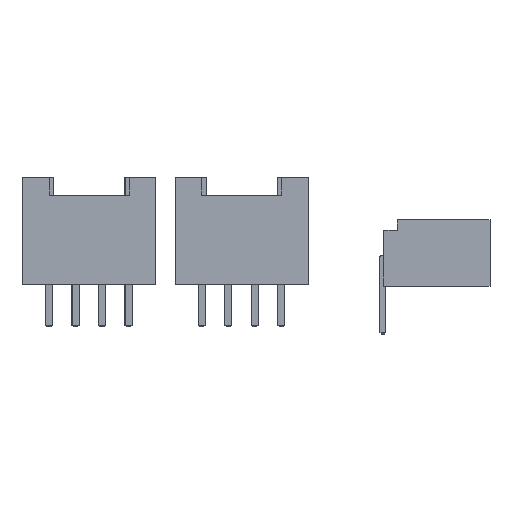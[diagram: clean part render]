
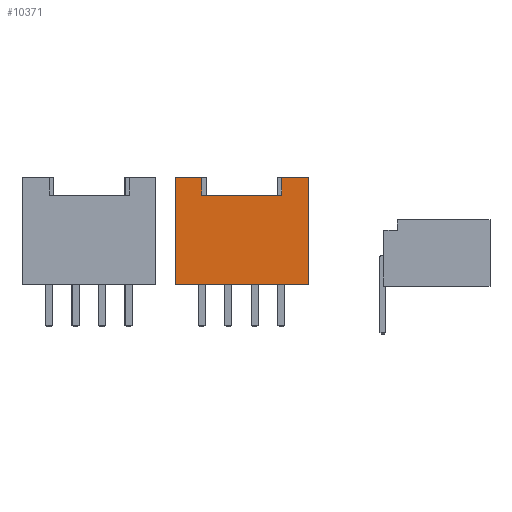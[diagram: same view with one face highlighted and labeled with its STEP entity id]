
A CAD part, left-side view. The second image highlights one B-rep face of the part: STEP entity #10371.
In plain terms, the highlighted face is planar.
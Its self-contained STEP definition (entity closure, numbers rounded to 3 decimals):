
#10371 = ADVANCED_FACE('',(#10372),#10386,.F.);
#10372 = FACE_BOUND('',#10373,.T.);
#10373 = EDGE_LOOP('',(#10374,#10409,#10437,#10465,#10493,#10521,#10549,
    #10577));
#10374 = ORIENTED_EDGE('',*,*,#10375,.F.);
#10375 = EDGE_CURVE('',#10376,#10378,#10380,.T.);
#10376 = VERTEX_POINT('',#10377);
#10377 = CARTESIAN_POINT('',(3.558,8.08,-2.89));
#10378 = VERTEX_POINT('',#10379);
#10379 = CARTESIAN_POINT('',(3.558,6.78,
    -2.89));
#10380 = SURFACE_CURVE('',#10381,(#10385,#10397),.PCURVE_S1.);
#10381 = LINE('',#10382,#10383);
#10382 = CARTESIAN_POINT('',(3.558,8.08,-2.89));
#10383 = VECTOR('',#10384,1.);
#10384 = DIRECTION('',(0.,-1.,-0.));
#10385 = PCURVE('',#10386,#10391);
#10386 = PLANE('',#10387);
#10387 = AXIS2_PLACEMENT_3D('',#10388,#10389,#10390);
#10388 = CARTESIAN_POINT('',(-4.492,8.08,-2.89));
#10389 = DIRECTION('',(0.,0.,1.));
#10390 = DIRECTION('',(1.,0.,-0.));
#10391 = DEFINITIONAL_REPRESENTATION('',(#10392),#10396);
#10392 = LINE('',#10393,#10394);
#10393 = CARTESIAN_POINT('',(8.05,0.));
#10394 = VECTOR('',#10395,1.);
#10395 = DIRECTION('',(0.,-1.));
#10396 = ( GEOMETRIC_REPRESENTATION_CONTEXT(2) 
PARAMETRIC_REPRESENTATION_CONTEXT() REPRESENTATION_CONTEXT('2D SPACE',''
  ) );
#10397 = PCURVE('',#10398,#10403);
#10398 = PLANE('',#10399);
#10399 = AXIS2_PLACEMENT_3D('',#10400,#10401,#10402);
#10400 = CARTESIAN_POINT('',(3.558,8.08,2.261));
#10401 = DIRECTION('',(1.,0.,0.));
#10402 = DIRECTION('',(0.,1.,0.));
#10403 = DEFINITIONAL_REPRESENTATION('',(#10404),#10408);
#10404 = LINE('',#10405,#10406);
#10405 = CARTESIAN_POINT('',(0.,-5.151));
#10406 = VECTOR('',#10407,1.);
#10407 = DIRECTION('',(-1.,0.));
#10408 = ( GEOMETRIC_REPRESENTATION_CONTEXT(2) 
PARAMETRIC_REPRESENTATION_CONTEXT() REPRESENTATION_CONTEXT('2D SPACE',''
  ) );
#10409 = ORIENTED_EDGE('',*,*,#10410,.F.);
#10410 = EDGE_CURVE('',#10411,#10376,#10413,.T.);
#10411 = VERTEX_POINT('',#10412);
#10412 = CARTESIAN_POINT('',(5.558,8.08,-2.89));
#10413 = SURFACE_CURVE('',#10414,(#10418,#10425),.PCURVE_S1.);
#10414 = LINE('',#10415,#10416);
#10415 = CARTESIAN_POINT('',(-4.492,8.08,-2.89));
#10416 = VECTOR('',#10417,1.);
#10417 = DIRECTION('',(-1.,-0.,0.));
#10418 = PCURVE('',#10386,#10419);
#10419 = DEFINITIONAL_REPRESENTATION('',(#10420),#10424);
#10420 = LINE('',#10421,#10422);
#10421 = CARTESIAN_POINT('',(0.,0.));
#10422 = VECTOR('',#10423,1.);
#10423 = DIRECTION('',(-1.,0.));
#10424 = ( GEOMETRIC_REPRESENTATION_CONTEXT(2) 
PARAMETRIC_REPRESENTATION_CONTEXT() REPRESENTATION_CONTEXT('2D SPACE',''
  ) );
#10425 = PCURVE('',#10426,#10431);
#10426 = PLANE('',#10427);
#10427 = AXIS2_PLACEMENT_3D('',#10428,#10429,#10430);
#10428 = CARTESIAN_POINT('',(0.,8.08,0.));
#10429 = DIRECTION('',(0.,1.,0.));
#10430 = DIRECTION('',(0.,-0.,1.));
#10431 = DEFINITIONAL_REPRESENTATION('',(#10432),#10436);
#10432 = LINE('',#10433,#10434);
#10433 = CARTESIAN_POINT('',(-2.89,-4.492));
#10434 = VECTOR('',#10435,1.);
#10435 = DIRECTION('',(0.,-1.));
#10436 = ( GEOMETRIC_REPRESENTATION_CONTEXT(2) 
PARAMETRIC_REPRESENTATION_CONTEXT() REPRESENTATION_CONTEXT('2D SPACE',''
  ) );
#10437 = ORIENTED_EDGE('',*,*,#10438,.F.);
#10438 = EDGE_CURVE('',#10439,#10411,#10441,.T.);
#10439 = VERTEX_POINT('',#10440);
#10440 = CARTESIAN_POINT('',(5.558,0.,-2.89));
#10441 = SURFACE_CURVE('',#10442,(#10446,#10453),.PCURVE_S1.);
#10442 = LINE('',#10443,#10444);
#10443 = CARTESIAN_POINT('',(5.558,8.08,-2.89));
#10444 = VECTOR('',#10445,1.);
#10445 = DIRECTION('',(-0.,1.,0.));
#10446 = PCURVE('',#10386,#10447);
#10447 = DEFINITIONAL_REPRESENTATION('',(#10448),#10452);
#10448 = LINE('',#10449,#10450);
#10449 = CARTESIAN_POINT('',(10.05,0.));
#10450 = VECTOR('',#10451,1.);
#10451 = DIRECTION('',(0.,1.));
#10452 = ( GEOMETRIC_REPRESENTATION_CONTEXT(2) 
PARAMETRIC_REPRESENTATION_CONTEXT() REPRESENTATION_CONTEXT('2D SPACE',''
  ) );
#10453 = PCURVE('',#10454,#10459);
#10454 = PLANE('',#10455);
#10455 = AXIS2_PLACEMENT_3D('',#10456,#10457,#10458);
#10456 = CARTESIAN_POINT('',(5.558,8.08,-2.89));
#10457 = DIRECTION('',(-1.,0.,0.));
#10458 = DIRECTION('',(0.,0.,1.));
#10459 = DEFINITIONAL_REPRESENTATION('',(#10460),#10464);
#10460 = LINE('',#10461,#10462);
#10461 = CARTESIAN_POINT('',(0.,0.));
#10462 = VECTOR('',#10463,1.);
#10463 = DIRECTION('',(0.,1.));
#10464 = ( GEOMETRIC_REPRESENTATION_CONTEXT(2) 
PARAMETRIC_REPRESENTATION_CONTEXT() REPRESENTATION_CONTEXT('2D SPACE',''
  ) );
#10465 = ORIENTED_EDGE('',*,*,#10466,.F.);
#10466 = EDGE_CURVE('',#10467,#10439,#10469,.T.);
#10467 = VERTEX_POINT('',#10468);
#10468 = CARTESIAN_POINT('',(-4.492,0.,-2.89));
#10469 = SURFACE_CURVE('',#10470,(#10474,#10481),.PCURVE_S1.);
#10470 = LINE('',#10471,#10472);
#10471 = CARTESIAN_POINT('',(-4.492,0.,-2.89));
#10472 = VECTOR('',#10473,1.);
#10473 = DIRECTION('',(1.,0.,-0.));
#10474 = PCURVE('',#10386,#10475);
#10475 = DEFINITIONAL_REPRESENTATION('',(#10476),#10480);
#10476 = LINE('',#10477,#10478);
#10477 = CARTESIAN_POINT('',(0.,-8.08));
#10478 = VECTOR('',#10479,1.);
#10479 = DIRECTION('',(1.,0.));
#10480 = ( GEOMETRIC_REPRESENTATION_CONTEXT(2) 
PARAMETRIC_REPRESENTATION_CONTEXT() REPRESENTATION_CONTEXT('2D SPACE',''
  ) );
#10481 = PCURVE('',#10482,#10487);
#10482 = PLANE('',#10483);
#10483 = AXIS2_PLACEMENT_3D('',#10484,#10485,#10486);
#10484 = CARTESIAN_POINT('',(0.,0.,0.));
#10485 = DIRECTION('',(0.,1.,0.));
#10486 = DIRECTION('',(0.,-0.,1.));
#10487 = DEFINITIONAL_REPRESENTATION('',(#10488),#10492);
#10488 = LINE('',#10489,#10490);
#10489 = CARTESIAN_POINT('',(-2.89,-4.492));
#10490 = VECTOR('',#10491,1.);
#10491 = DIRECTION('',(0.,1.));
#10492 = ( GEOMETRIC_REPRESENTATION_CONTEXT(2) 
PARAMETRIC_REPRESENTATION_CONTEXT() REPRESENTATION_CONTEXT('2D SPACE',''
  ) );
#10493 = ORIENTED_EDGE('',*,*,#10494,.F.);
#10494 = EDGE_CURVE('',#10495,#10467,#10497,.T.);
#10495 = VERTEX_POINT('',#10496);
#10496 = CARTESIAN_POINT('',(-4.492,8.08,-2.89));
#10497 = SURFACE_CURVE('',#10498,(#10502,#10509),.PCURVE_S1.);
#10498 = LINE('',#10499,#10500);
#10499 = CARTESIAN_POINT('',(-4.492,8.08,-2.89));
#10500 = VECTOR('',#10501,1.);
#10501 = DIRECTION('',(0.,-1.,-0.));
#10502 = PCURVE('',#10386,#10503);
#10503 = DEFINITIONAL_REPRESENTATION('',(#10504),#10508);
#10504 = LINE('',#10505,#10506);
#10505 = CARTESIAN_POINT('',(0.,0.));
#10506 = VECTOR('',#10507,1.);
#10507 = DIRECTION('',(0.,-1.));
#10508 = ( GEOMETRIC_REPRESENTATION_CONTEXT(2) 
PARAMETRIC_REPRESENTATION_CONTEXT() REPRESENTATION_CONTEXT('2D SPACE',''
  ) );
#10509 = PCURVE('',#10510,#10515);
#10510 = PLANE('',#10511);
#10511 = AXIS2_PLACEMENT_3D('',#10512,#10513,#10514);
#10512 = CARTESIAN_POINT('',(-4.492,8.08,-2.89));
#10513 = DIRECTION('',(1.,0.,0.));
#10514 = DIRECTION('',(0.,0.,-1.));
#10515 = DEFINITIONAL_REPRESENTATION('',(#10516),#10520);
#10516 = LINE('',#10517,#10518);
#10517 = CARTESIAN_POINT('',(0.,0.));
#10518 = VECTOR('',#10519,1.);
#10519 = DIRECTION('',(0.,-1.));
#10520 = ( GEOMETRIC_REPRESENTATION_CONTEXT(2) 
PARAMETRIC_REPRESENTATION_CONTEXT() REPRESENTATION_CONTEXT('2D SPACE',''
  ) );
#10521 = ORIENTED_EDGE('',*,*,#10522,.F.);
#10522 = EDGE_CURVE('',#10523,#10495,#10525,.T.);
#10523 = VERTEX_POINT('',#10524);
#10524 = CARTESIAN_POINT('',(-2.492,8.08,-2.89));
#10525 = SURFACE_CURVE('',#10526,(#10530,#10537),.PCURVE_S1.);
#10526 = LINE('',#10527,#10528);
#10527 = CARTESIAN_POINT('',(-4.492,8.08,-2.89));
#10528 = VECTOR('',#10529,1.);
#10529 = DIRECTION('',(-1.,-0.,0.));
#10530 = PCURVE('',#10386,#10531);
#10531 = DEFINITIONAL_REPRESENTATION('',(#10532),#10536);
#10532 = LINE('',#10533,#10534);
#10533 = CARTESIAN_POINT('',(0.,0.));
#10534 = VECTOR('',#10535,1.);
#10535 = DIRECTION('',(-1.,0.));
#10536 = ( GEOMETRIC_REPRESENTATION_CONTEXT(2) 
PARAMETRIC_REPRESENTATION_CONTEXT() REPRESENTATION_CONTEXT('2D SPACE',''
  ) );
#10537 = PCURVE('',#10538,#10543);
#10538 = PLANE('',#10539);
#10539 = AXIS2_PLACEMENT_3D('',#10540,#10541,#10542);
#10540 = CARTESIAN_POINT('',(0.,8.08,0.));
#10541 = DIRECTION('',(0.,1.,0.));
#10542 = DIRECTION('',(0.,-0.,1.));
#10543 = DEFINITIONAL_REPRESENTATION('',(#10544),#10548);
#10544 = LINE('',#10545,#10546);
#10545 = CARTESIAN_POINT('',(-2.89,-4.492));
#10546 = VECTOR('',#10547,1.);
#10547 = DIRECTION('',(0.,-1.));
#10548 = ( GEOMETRIC_REPRESENTATION_CONTEXT(2) 
PARAMETRIC_REPRESENTATION_CONTEXT() REPRESENTATION_CONTEXT('2D SPACE',''
  ) );
#10549 = ORIENTED_EDGE('',*,*,#10550,.F.);
#10550 = EDGE_CURVE('',#10551,#10523,#10553,.T.);
#10551 = VERTEX_POINT('',#10552);
#10552 = CARTESIAN_POINT('',(-2.492,6.78,
    -2.89));
#10553 = SURFACE_CURVE('',#10554,(#10558,#10565),.PCURVE_S1.);
#10554 = LINE('',#10555,#10556);
#10555 = CARTESIAN_POINT('',(-2.492,8.08,-2.89));
#10556 = VECTOR('',#10557,1.);
#10557 = DIRECTION('',(-0.,1.,0.));
#10558 = PCURVE('',#10386,#10559);
#10559 = DEFINITIONAL_REPRESENTATION('',(#10560),#10564);
#10560 = LINE('',#10561,#10562);
#10561 = CARTESIAN_POINT('',(2.,0.));
#10562 = VECTOR('',#10563,1.);
#10563 = DIRECTION('',(0.,1.));
#10564 = ( GEOMETRIC_REPRESENTATION_CONTEXT(2) 
PARAMETRIC_REPRESENTATION_CONTEXT() REPRESENTATION_CONTEXT('2D SPACE',''
  ) );
#10565 = PCURVE('',#10566,#10571);
#10566 = PLANE('',#10567);
#10567 = AXIS2_PLACEMENT_3D('',#10568,#10569,#10570);
#10568 = CARTESIAN_POINT('',(-2.492,8.08,2.261));
#10569 = DIRECTION('',(-1.,0.,0.));
#10570 = DIRECTION('',(0.,-1.,0.));
#10571 = DEFINITIONAL_REPRESENTATION('',(#10572),#10576);
#10572 = LINE('',#10573,#10574);
#10573 = CARTESIAN_POINT('',(0.,-5.151));
#10574 = VECTOR('',#10575,1.);
#10575 = DIRECTION('',(-1.,0.));
#10576 = ( GEOMETRIC_REPRESENTATION_CONTEXT(2) 
PARAMETRIC_REPRESENTATION_CONTEXT() REPRESENTATION_CONTEXT('2D SPACE',''
  ) );
#10577 = ORIENTED_EDGE('',*,*,#10578,.F.);
#10578 = EDGE_CURVE('',#10378,#10551,#10579,.T.);
#10579 = SURFACE_CURVE('',#10580,(#10584,#10591),.PCURVE_S1.);
#10580 = LINE('',#10581,#10582);
#10581 = CARTESIAN_POINT('',(-4.492,6.78,
    -2.89));
#10582 = VECTOR('',#10583,1.);
#10583 = DIRECTION('',(-1.,-0.,0.));
#10584 = PCURVE('',#10386,#10585);
#10585 = DEFINITIONAL_REPRESENTATION('',(#10586),#10590);
#10586 = LINE('',#10587,#10588);
#10587 = CARTESIAN_POINT('',(0.,-1.3));
#10588 = VECTOR('',#10589,1.);
#10589 = DIRECTION('',(-1.,0.));
#10590 = ( GEOMETRIC_REPRESENTATION_CONTEXT(2) 
PARAMETRIC_REPRESENTATION_CONTEXT() REPRESENTATION_CONTEXT('2D SPACE',''
  ) );
#10591 = PCURVE('',#10592,#10597);
#10592 = PLANE('',#10593);
#10593 = AXIS2_PLACEMENT_3D('',#10594,#10595,#10596);
#10594 = CARTESIAN_POINT('',(3.558,6.78,
    2.261));
#10595 = DIRECTION('',(0.,-1.,0.));
#10596 = DIRECTION('',(0.,-0.,-1.));
#10597 = DEFINITIONAL_REPRESENTATION('',(#10598),#10602);
#10598 = LINE('',#10599,#10600);
#10599 = CARTESIAN_POINT('',(5.151,-8.05));
#10600 = VECTOR('',#10601,1.);
#10601 = DIRECTION('',(-0.,-1.));
#10602 = ( GEOMETRIC_REPRESENTATION_CONTEXT(2) 
PARAMETRIC_REPRESENTATION_CONTEXT() REPRESENTATION_CONTEXT('2D SPACE',''
  ) );
